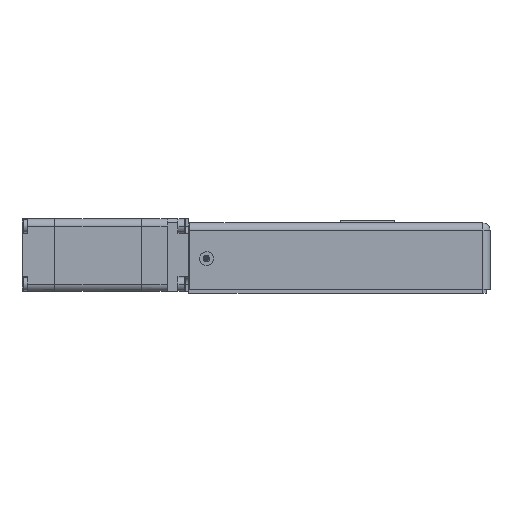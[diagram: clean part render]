
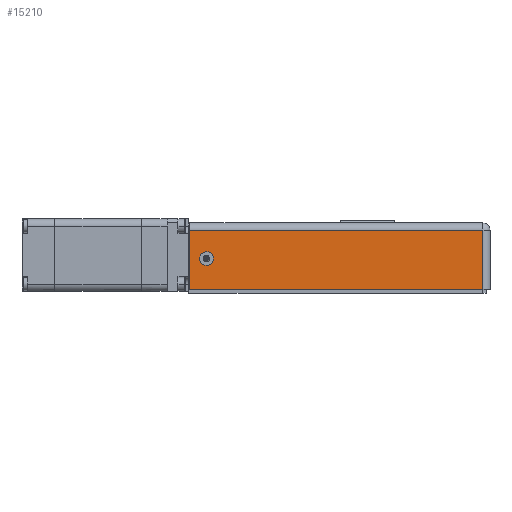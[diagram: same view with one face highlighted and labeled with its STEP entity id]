
A CAD part, top view. The second image highlights one B-rep face of the part: STEP entity #15210.
In plain terms, the highlighted planar face has unit normal (0, 0, 1).
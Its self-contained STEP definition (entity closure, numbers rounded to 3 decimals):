
#589 = CARTESIAN_POINT ( 'NONE',  ( -2., -18.35, 10. ) ) ;
#1247 = VERTEX_POINT ( 'NONE', #26250 ) ;
#1772 = CIRCLE ( 'NONE', #29914, 0.7 ) ;
#3540 = CARTESIAN_POINT ( 'NONE',  ( -82.8, -18.35, 10. ) ) ;
#5462 = CARTESIAN_POINT ( 'NONE',  ( -82.8, -18.35, 10. ) ) ;
#5665 = ORIENTED_EDGE ( 'NONE', *, *, #16855, .T. ) ;
#7630 = FACE_BOUND ( 'NONE', #15390, .T. ) ;
#8437 = CARTESIAN_POINT ( 'NONE',  ( -78.866, -9.85, 10. ) ) ;
#9150 = EDGE_LOOP ( 'NONE', ( #41576, #33934, #19155, #5665 ) ) ;
#10420 = PLANE ( 'NONE',  #20861 ) ;
#10644 = DIRECTION ( 'NONE',  ( 0., 0., 1. ) ) ;
#10706 = VECTOR ( 'NONE', #35752, 1000. ) ;
#10894 = LINE ( 'NONE', #589, #19664 ) ;
#11511 = DIRECTION ( 'NONE',  ( 1., 0., 0. ) ) ;
#13890 = FACE_OUTER_BOUND ( 'NONE', #9150, .T. ) ;
#15210 = ADVANCED_FACE ( 'NONE', ( #7630, #13890 ), #10420, .T. ) ;
#15390 = EDGE_LOOP ( 'NONE', ( #39564, #16465 ) ) ;
#16146 = AXIS2_PLACEMENT_3D ( 'NONE', #39165, #33105, #29469 ) ;
#16465 = ORIENTED_EDGE ( 'NONE', *, *, #35847, .F. ) ;
#16684 = DIRECTION ( 'NONE',  ( 1., 0., 0. ) ) ;
#16846 = VECTOR ( 'NONE', #28069, 1000. ) ;
#16855 = EDGE_CURVE ( 'NONE', #19192, #32560, #34720, .T. ) ;
#19155 = ORIENTED_EDGE ( 'NONE', *, *, #41170, .F. ) ;
#19192 = VERTEX_POINT ( 'NONE', #23553 ) ;
#19382 = CARTESIAN_POINT ( 'NONE',  ( -77.466, -9.85, 10. ) ) ;
#19664 = VECTOR ( 'NONE', #26793, 1000. ) ;
#20266 = DIRECTION ( 'NONE',  ( 1., 0., 0. ) ) ;
#20861 = AXIS2_PLACEMENT_3D ( 'NONE', #3540, #10644, #16684 ) ;
#22620 = EDGE_CURVE ( 'NONE', #1247, #39108, #40756, .T. ) ;
#22622 = CARTESIAN_POINT ( 'NONE',  ( -82.8, -18.35, 10. ) ) ;
#23553 = CARTESIAN_POINT ( 'NONE',  ( -82.8, -18.35, 10. ) ) ;
#24176 = EDGE_CURVE ( 'NONE', #32560, #1247, #10894, .T. ) ;
#26250 = CARTESIAN_POINT ( 'NONE',  ( -2., -2., 10. ) ) ;
#26263 = CARTESIAN_POINT ( 'NONE',  ( -78.166, -9.85, 10. ) ) ;
#26397 = VECTOR ( 'NONE', #11511, 1000. ) ;
#26793 = DIRECTION ( 'NONE',  ( 0., 1., 0. ) ) ;
#28069 = DIRECTION ( 'NONE',  ( -1., 0., 0. ) ) ;
#28880 = CARTESIAN_POINT ( 'NONE',  ( -82.8, -2., 10. ) ) ;
#29172 = CIRCLE ( 'NONE', #16146, 0.7 ) ;
#29469 = DIRECTION ( 'NONE',  ( 1., 0., 0. ) ) ;
#29914 = AXIS2_PLACEMENT_3D ( 'NONE', #26263, #40044, #20266 ) ;
#31279 = CARTESIAN_POINT ( 'NONE',  ( -82.8, -2., 10. ) ) ;
#32560 = VERTEX_POINT ( 'NONE', #41118 ) ;
#33105 = DIRECTION ( 'NONE',  ( 0., 0., 1. ) ) ;
#33858 = VERTEX_POINT ( 'NONE', #19382 ) ;
#33934 = ORIENTED_EDGE ( 'NONE', *, *, #22620, .T. ) ;
#34713 = VERTEX_POINT ( 'NONE', #8437 ) ;
#34720 = LINE ( 'NONE', #5462, #26397 ) ;
#35752 = DIRECTION ( 'NONE',  ( 0., 1., 0. ) ) ;
#35847 = EDGE_CURVE ( 'NONE', #34713, #33858, #29172, .T. ) ;
#38990 = LINE ( 'NONE', #22622, #10706 ) ;
#39108 = VERTEX_POINT ( 'NONE', #28880 ) ;
#39165 = CARTESIAN_POINT ( 'NONE',  ( -78.166, -9.85, 10. ) ) ;
#39564 = ORIENTED_EDGE ( 'NONE', *, *, #40845, .F. ) ;
#40044 = DIRECTION ( 'NONE',  ( 0., 0., 1. ) ) ;
#40756 = LINE ( 'NONE', #31279, #16846 ) ;
#40845 = EDGE_CURVE ( 'NONE', #33858, #34713, #1772, .T. ) ;
#41118 = CARTESIAN_POINT ( 'NONE',  ( -2., -18.35, 10. ) ) ;
#41170 = EDGE_CURVE ( 'NONE', #19192, #39108, #38990, .T. ) ;
#41576 = ORIENTED_EDGE ( 'NONE', *, *, #24176, .T. ) ;
